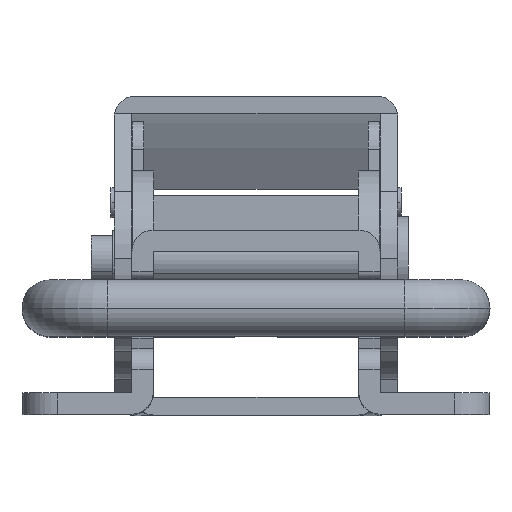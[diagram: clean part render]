
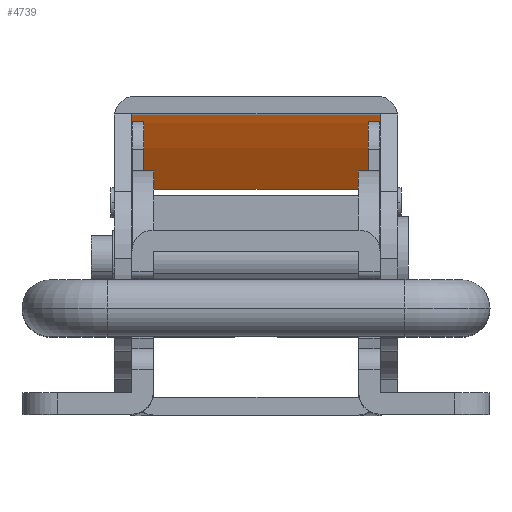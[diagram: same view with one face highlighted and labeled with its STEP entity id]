
A CAD part, top view. The second image highlights one B-rep face of the part: STEP entity #4739.
In plain terms, the highlighted cylindrical face has radius 397.5 mm (diameter 795 mm), a partial arc.
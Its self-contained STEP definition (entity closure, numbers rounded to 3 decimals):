
#58 = LINE ( 'NONE', #3730, #2986 ) ;
#774 = CARTESIAN_POINT ( 'NONE',  ( -17.5, 20.5, -75. ) ) ;
#775 = DIRECTION ( 'NONE',  ( 1., 0., 0. ) ) ;
#776 = CARTESIAN_POINT ( 'NONE',  ( 17.5, -377., -75. ) ) ;
#777 = DIRECTION ( 'NONE',  ( 1., 0., 0. ) ) ;
#778 = DIRECTION ( 'NONE',  ( 0., 0., -1. ) ) ;
#779 = CARTESIAN_POINT ( 'NONE',  ( -17.5, -377., -75. ) ) ;
#780 = DIRECTION ( 'NONE',  ( 1., 0., 0. ) ) ;
#781 = DIRECTION ( 'NONE',  ( 0., 0., -1. ) ) ;
#882 = CARTESIAN_POINT ( 'NONE',  ( 17.5, 10.177, -165. ) ) ;
#883 = CARTESIAN_POINT ( 'NONE',  ( -17.5, 10.177, -165. ) ) ;
#901 = CARTESIAN_POINT ( 'NONE',  ( 17.5, 20.5, -75. ) ) ;
#902 = CARTESIAN_POINT ( 'NONE',  ( -17.5, 20.5, -75. ) ) ;
#2986 = VECTOR ( 'NONE', #3731, 1000. ) ;
#3038 = AXIS2_PLACEMENT_3D ( 'NONE', #3660, #3661, #3662 ) ;
#3660 = CARTESIAN_POINT ( 'NONE',  ( -17.5, -377., -75. ) ) ;
#3661 = DIRECTION ( 'NONE',  ( 1., 0., 0. ) ) ;
#3662 = DIRECTION ( 'NONE',  ( 0., 0., -1. ) ) ;
#3730 = CARTESIAN_POINT ( 'NONE',  ( -17.5, 10.177, -165. ) ) ;
#3731 = DIRECTION ( 'NONE',  ( 1., 0., 0. ) ) ;
#4257 = EDGE_CURVE ( 'NONE', #4459, #4458, #6515, .T. ) ;
#4258 = EDGE_CURVE ( 'NONE', #4439, #4458, #4513, .T. ) ;
#4259 = EDGE_CURVE ( 'NONE', #4440, #4459, #4846, .T. ) ;
#4378 = AXIS2_PLACEMENT_3D ( 'NONE', #779, #780, #781 ) ;
#4439 = VERTEX_POINT ( 'NONE', #882 ) ;
#4440 = VERTEX_POINT ( 'NONE', #883 ) ;
#4458 = VERTEX_POINT ( 'NONE', #901 ) ;
#4459 = VERTEX_POINT ( 'NONE', #902 ) ;
#4513 = CIRCLE ( 'NONE', #4514, 397.5 ) ;
#4514 = AXIS2_PLACEMENT_3D ( 'NONE', #776, #777, #778 ) ;
#4739 = ADVANCED_FACE ( 'NONE', ( #6624 ), #6625, .F. ) ;
#4825 = EDGE_CURVE ( 'NONE', #4440, #4439, #58, .T. ) ;
#4846 = CIRCLE ( 'NONE', #4378, 397.5 ) ;
#6515 = LINE ( 'NONE', #774, #6882 ) ;
#6624 = FACE_OUTER_BOUND ( 'NONE', #7357, .T. ) ;
#6625 = CYLINDRICAL_SURFACE ( 'NONE', #3038, 397.5 ) ;
#6882 = VECTOR ( 'NONE', #775, 1000. ) ;
#7278 = ORIENTED_EDGE ( 'NONE', *, *, #4258, .T. ) ;
#7280 = ORIENTED_EDGE ( 'NONE', *, *, #4259, .F. ) ;
#7281 = ORIENTED_EDGE ( 'NONE', *, *, #4257, .F. ) ;
#7283 = ORIENTED_EDGE ( 'NONE', *, *, #4825, .T. ) ;
#7357 = EDGE_LOOP ( 'NONE', ( #7278, #7281, #7280, #7283 ) ) ;
